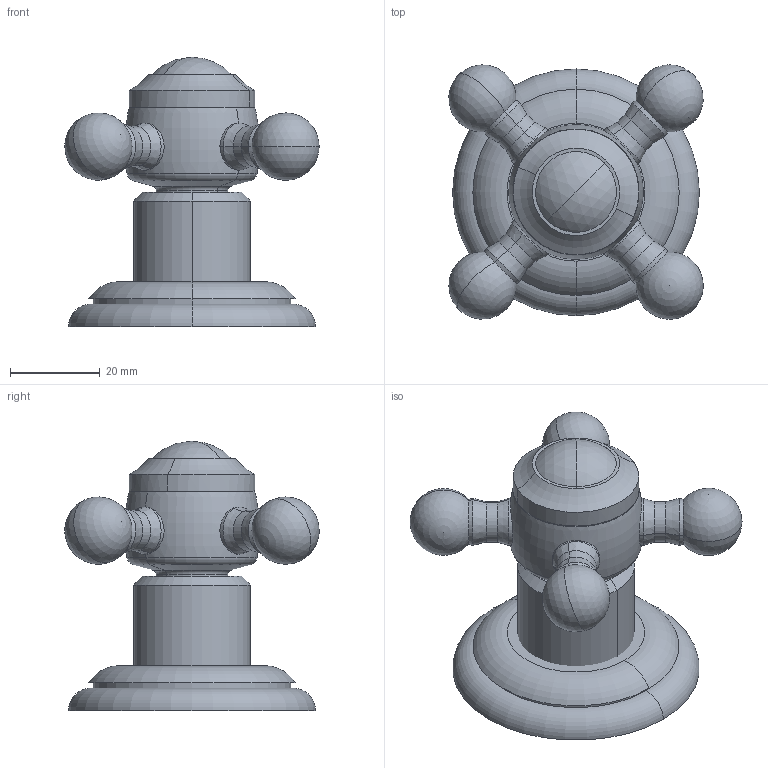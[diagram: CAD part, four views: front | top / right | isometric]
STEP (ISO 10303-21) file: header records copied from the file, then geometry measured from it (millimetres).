
FILE_DESCRIPTION (( 'STEP AP203' ), '1' );
FILE_NAME ('36608361-00.STEP', '2019-09-16T08:45:42', ( '' ), ( '' ), 'SwSTEP 2.0', 'SolidWorks 2017', '' );
FILE_SCHEMA (( 'CONFIG_CONTROL_DESIGN' ));
Length unit declared in the file: millimetre
Products named in the file (6): Planungsmodell_Griff-+-04.20.36.002.07-01_ _K1; Planungsmodell_Kuppel-+-09.26.01.064.60-01_ _K1_21x2x8; Planungsmodell_Rosette-+-09.27.35.003.90-01_-_Default1; Haube-+-09.21.02.073.90-1_-_k2; Planungsmodell_Griff-+-04.20.36.002.07-02_ _K1; 36608361-00
Assembly tree (5 placements, depth 3):
  36608361-00
    Planungsmodell_Rosette-+-09.27.35.003.90-01_-_Default1
    Haube-+-09.21.02.073.90-1_-_k2
    Planungsmodell_Griff-+-04.20.36.002.07-02_ _K1
      Planungsmodell_Griff-+-04.20.36.002.07-01_ _K1
      Planungsmodell_Kuppel-+-09.26.01.064.60-01_ _K1_21x2x8
Bounding box: 56.69 x 56.67 x 60.05 mm (x, y, z)
Volume: 60353.6 mm3; surface area: 17257.6 mm2
Topology: 4 solids, 8 shells, 107 faces, 236 edges, 133 vertices
Faces by surface type: cone 38, cylinder 28, torus 18, plane 13, sphere 10
Entity records: 3649 total; most frequent: CARTESIAN_POINT 762, DIRECTION 558, ORIENTED_EDGE 416, AXIS2_PLACEMENT_3D 246, EDGE_CURVE 208, CIRCLE 130, VERTEX_POINT 121, EDGE_LOOP 111
